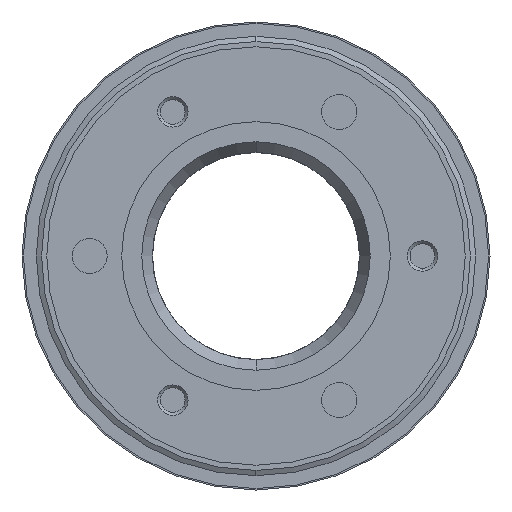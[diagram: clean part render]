
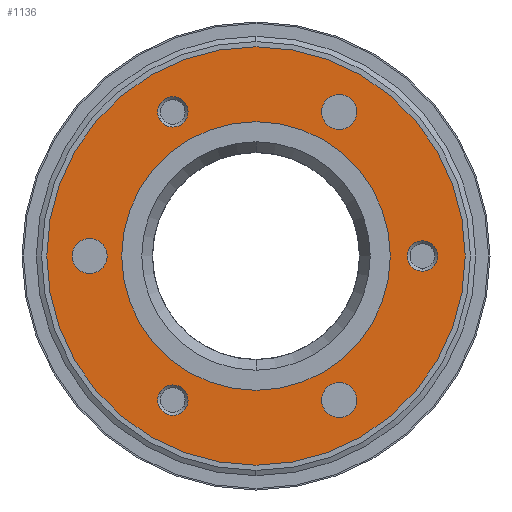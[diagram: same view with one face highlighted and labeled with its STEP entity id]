
A CAD part, left-side view. The second image highlights one B-rep face of the part: STEP entity #1136.
In plain terms, the highlighted planar face has unit normal (-1, 0, 0).
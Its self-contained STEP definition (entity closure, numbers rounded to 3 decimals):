
#768=CARTESIAN_POINT('POINT121',(0.,
   0.,35.052));
#769=VERTEX_POINT('VERTEX121',#768);
#776=CARTESIAN_POINT('POINT122',(0.,
   0.,-35.052));
#777=VERTEX_POINT('VERTEX122',#776);
#778=CARTESIAN_POINT('POS187',(0.,0.,0.))
   ;
#779=DIRECTION('DIR306',(1.,0.,0.));
#780=DIRECTION('DIR307',(0.,0.,1.));
#781=AXIS2_PLACEMENT_3D('AXIS120',#778,#779,#780);
#782=CIRCLE('ELLIPSE61',#781,35.052);
#783=EDGE_CURVE('EDGE188',#777,#769,#782,.T.);
#803=EDGE_CURVE('EDGE190',#769,#777,#782,.T.);
#808=CARTESIAN_POINT('POINT123',(0.,43.434,
   -4.572));
#809=VERTEX_POINT('VERTEX123',#808);
#816=CARTESIAN_POINT('POINT124',(0.,43.434,
   4.572));
#817=VERTEX_POINT('VERTEX124',#816);
#818=CARTESIAN_POINT('POS191',(0.,43.434,
   0.));
#819=DIRECTION('DIR312',(1.,0.,
   0.));
#820=DIRECTION('DIR313',(0.,0.,
   -1.));
#821=AXIS2_PLACEMENT_3D('AXIS122',#818,#819,#820);
#822=CIRCLE('ELLIPSE62',#821,4.572);
#823=EDGE_CURVE('EDGE192',#817,#809,#822,.T.);
#843=EDGE_CURVE('EDGE194',#809,#817,#822,.T.);
#848=CARTESIAN_POINT('POINT125',(0.,
   -17.758,39.901));
#849=VERTEX_POINT('VERTEX125',#848);
#856=CARTESIAN_POINT('POINT126',(0.,
   -25.676,35.329));
#857=VERTEX_POINT('VERTEX126',#856);
#858=CARTESIAN_POINT('POS195',(0.,-21.717,
   37.615));
#859=DIRECTION('DIR318',(1.,0.,
   0.));
#860=DIRECTION('DIR319',(0.,0.866,
   0.5));
#861=AXIS2_PLACEMENT_3D('AXIS124',#858,#859,#860);
#862=CIRCLE('ELLIPSE63',#861,4.572);
#863=EDGE_CURVE('EDGE196',#857,#849,#862,.T.);
#883=EDGE_CURVE('EDGE198',#849,#857,#862,.T.);
#888=CARTESIAN_POINT('POINT127',(0.,
   -25.676,-35.329));
#889=VERTEX_POINT('VERTEX127',#888);
#896=CARTESIAN_POINT('POINT128',(0.,
   -17.758,-39.901));
#897=VERTEX_POINT('VERTEX128',#896);
#898=CARTESIAN_POINT('POS199',(0.,-21.717,
   -37.615));
#899=DIRECTION('DIR324',(1.,0.,
   0.));
#900=DIRECTION('DIR325',(0.,-0.866,
   0.5));
#901=AXIS2_PLACEMENT_3D('AXIS126',#898,#899,#900);
#902=CIRCLE('ELLIPSE64',#901,4.572);
#903=EDGE_CURVE('EDGE200',#897,#889,#902,.T.);
#923=EDGE_CURVE('EDGE202',#889,#897,#902,.T.);
#928=CARTESIAN_POINT('POINT129',(0.,-43.434,
   -3.969));
#929=VERTEX_POINT('VERTEX129',#928);
#937=CARTESIAN_POINT('POINT130',(0.,-43.434,
   3.969));
#938=VERTEX_POINT('VERTEX130',#937);
#945=CARTESIAN_POINT('POS204',(0.,-43.434,
   0.));
#946=DIRECTION('DIR331',(1.,0.,0.));
#947=DIRECTION('DIR332',(0.,0.,1.));
#948=AXIS2_PLACEMENT_3D('AXIS128',#945,#946,#947);
#949=CIRCLE('ELLIPSE65',#948,3.969);
#950=EDGE_CURVE('EDGE205',#929,#938,#949,.T.);
#961=EDGE_CURVE('EDGE206',#938,#929,#949,.T.);
#968=CARTESIAN_POINT('POINT131',(0.,
   25.154,-35.631));
#969=VERTEX_POINT('VERTEX131',#968);
#977=CARTESIAN_POINT('POINT132',(0.,
   18.28,-39.599));
#978=VERTEX_POINT('VERTEX132',#977);
#985=CARTESIAN_POINT('POS208',(0.,21.717,
   -37.615));
#986=DIRECTION('DIR337',(1.,0.,
   0.));
#987=DIRECTION('DIR338',(0.,-0.866,
   -0.5));
#988=AXIS2_PLACEMENT_3D('AXIS130',#985,#986,#987);
#989=CIRCLE('ELLIPSE66',#988,3.969);
#990=EDGE_CURVE('EDGE209',#969,#978,#989,.T.);
#1001=EDGE_CURVE('EDGE210',#978,#969,#989,.T.);
#1008=CARTESIAN_POINT('POINT133',(0.,
   18.28,39.599));
#1009=VERTEX_POINT('VERTEX133',#1008);
#1017=CARTESIAN_POINT('POINT134',(0.,
   25.154,35.631));
#1018=VERTEX_POINT('VERTEX134',#1017);
#1025=CARTESIAN_POINT('POS212',(0.,21.717,
   37.615));
#1026=DIRECTION('DIR343',(1.,0.,
   0.));
#1027=DIRECTION('DIR344',(0.,0.866,
   -0.5));
#1028=AXIS2_PLACEMENT_3D('AXIS132',#1025,#1026,#1027);
#1029=CIRCLE('ELLIPSE67',#1028,3.969);
#1030=EDGE_CURVE('EDGE213',#1009,#1018,#1029,.T.);
#1041=EDGE_CURVE('EDGE214',#1018,#1009,#1029,.T.);
#1088=ORIENTED_EDGE('COEDGE421',*,*,#1041,.T.);
#1089=ORIENTED_EDGE('COEDGE422',*,*,#1030,.T.);
#1090=EDGE_LOOP('NONE',(#1088,#1089));
#1091=FACE_BOUND('LOOP1',#1090,.T.);
#1092=ORIENTED_EDGE('COEDGE423',*,*,#1001,.T.);
#1093=ORIENTED_EDGE('COEDGE424',*,*,#990,.T.);
#1094=EDGE_LOOP('NONE',(#1092,#1093));
#1095=FACE_BOUND('LOOP1',#1094,.T.);
#1096=ORIENTED_EDGE('COEDGE425',*,*,#961,.T.);
#1097=ORIENTED_EDGE('COEDGE426',*,*,#950,.T.);
#1098=EDGE_LOOP('NONE',(#1096,#1097));
#1099=FACE_BOUND('LOOP1',#1098,.T.);
#1100=ORIENTED_EDGE('COEDGE427',*,*,#923,.T.);
#1101=ORIENTED_EDGE('COEDGE428',*,*,#903,.T.);
#1102=EDGE_LOOP('NONE',(#1100,#1101));
#1103=FACE_BOUND('LOOP1',#1102,.T.);
#1104=ORIENTED_EDGE('COEDGE429',*,*,#883,.T.);
#1105=ORIENTED_EDGE('COEDGE430',*,*,#863,.T.);
#1106=EDGE_LOOP('NONE',(#1104,#1105));
#1107=FACE_BOUND('LOOP1',#1106,.T.);
#1108=ORIENTED_EDGE('COEDGE431',*,*,#843,.T.);
#1109=ORIENTED_EDGE('COEDGE432',*,*,#823,.T.);
#1110=EDGE_LOOP('NONE',(#1108,#1109));
#1111=FACE_BOUND('LOOP1',#1110,.T.);
#1112=ORIENTED_EDGE('COEDGE433',*,*,#803,.T.);
#1113=ORIENTED_EDGE('COEDGE434',*,*,#783,.T.);
#1114=EDGE_LOOP('NONE',(#1112,#1113));
#1115=FACE_BOUND('LOOP1',#1114,.T.);
#1116=CARTESIAN_POINT('POINT137',(0.,
   0.,54.61));
#1117=VERTEX_POINT('VERTEX137',#1116);
#1118=CARTESIAN_POINT('POINT138',(0.,
   0.,-54.61));
#1119=VERTEX_POINT('VERTEX138',#1118);
#1120=CARTESIAN_POINT('POS218',(0.,0.,0.));
#1121=DIRECTION('DIR353',(-1.,0.,0.));
#1122=DIRECTION('DIR354',(0.,0.,1.));
#1123=AXIS2_PLACEMENT_3D('AXIS136',#1120,#1121,#1122);
#1124=CIRCLE('ELLIPSE69',#1123,54.61);
#1125=EDGE_CURVE('EDGE219',#1117,#1119,#1124,.T.);
#1126=ORIENTED_EDGE('COEDGE435',*,*,#1125,.T.);
#1127=EDGE_CURVE('EDGE220',#1119,#1117,#1124,.T.);
#1128=ORIENTED_EDGE('COEDGE436',*,*,#1127,.T.);
#1129=EDGE_LOOP('NONE',(#1126,#1128));
#1130=FACE_BOUND('LOOP1',#1129,.T.);
#1131=CARTESIAN_POINT('POS219',(0.,0.,
   27.305));
#1132=DIRECTION('DIR355',(-1.,0.,0.));
#1133=DIRECTION('DIR356',(0.,1.,0.));
#1134=AXIS2_PLACEMENT_3D('AXIS137',#1131,#1132,#1133);
#1135=PLANE('PLANE27',#1134);
#1136=ADVANCED_FACE('FACE109',(#1091,#1095,#1099,#1103,#1107,#1111,#1115
   ,#1130),#1135,.T.);
